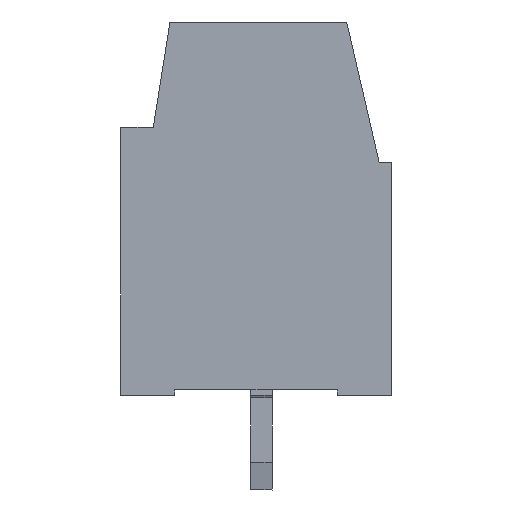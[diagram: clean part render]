
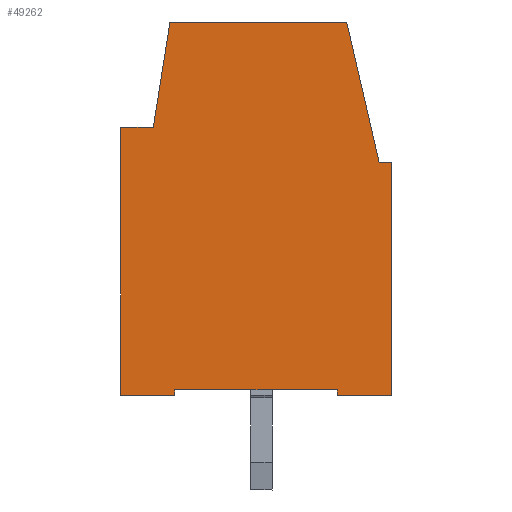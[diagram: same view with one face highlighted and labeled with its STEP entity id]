
A CAD part, left-side view. The second image highlights one B-rep face of the part: STEP entity #49262.
In plain terms, the highlighted planar face has unit normal (-1, 0, 0).
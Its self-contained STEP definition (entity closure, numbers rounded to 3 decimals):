
#49170=AXIS2_PLACEMENT_3D('Plane Axis2P3D',#49167,#49168,#49169) ;
#48778=CARTESIAN_POINT('Vertex',(0.,0.,12.101)) ;
#48781=CARTESIAN_POINT('Line Origine',(0.,0.,7.8)) ;
#48785=CARTESIAN_POINT('Vertex',(0.,0.,3.5)) ;
#49151=CARTESIAN_POINT('Vertex',(0.,0.445,12.1)) ;
#49154=CARTESIAN_POINT('Line Origine',(0.,0.223,12.1)) ;
#49167=CARTESIAN_POINT('Axis2P3D Location',(0.,3.449,14.)) ;
#49172=CARTESIAN_POINT('Line Origine',(0.,1.027,14.623)) ;
#49176=CARTESIAN_POINT('Vertex',(0.,1.609,17.145)) ;
#49179=CARTESIAN_POINT('Line Origine',(0.,1.627,17.223)) ;
#49183=CARTESIAN_POINT('Vertex',(0.,1.645,17.3)) ;
#49186=CARTESIAN_POINT('Line Origine',(0.,4.913,17.3)) ;
#49190=CARTESIAN_POINT('Vertex',(0.,8.181,17.301)) ;
#49193=CARTESIAN_POINT('Line Origine',(0.,8.49,15.351)) ;
#49197=CARTESIAN_POINT('Vertex',(0.,8.799,13.401)) ;
#49200=CARTESIAN_POINT('Line Origine',(0.,9.399,13.401)) ;
#49204=CARTESIAN_POINT('Vertex',(0.,9.999,13.401)) ;
#49207=CARTESIAN_POINT('Line Origine',(0.,10.,8.451)) ;
#49211=CARTESIAN_POINT('Vertex',(0.,10.,3.501)) ;
#49214=CARTESIAN_POINT('Line Origine',(0.,9.,3.501)) ;
#49218=CARTESIAN_POINT('Vertex',(0.,8.,3.501)) ;
#49221=CARTESIAN_POINT('Line Origine',(0.,8.,3.601)) ;
#49225=CARTESIAN_POINT('Vertex',(0.,8.,3.701)) ;
#49228=CARTESIAN_POINT('Line Origine',(0.,5.,3.7)) ;
#49232=CARTESIAN_POINT('Vertex',(0.,2.,3.7)) ;
#49235=CARTESIAN_POINT('Line Origine',(0.,2.,3.6)) ;
#49239=CARTESIAN_POINT('Vertex',(0.,2.,3.5)) ;
#49242=CARTESIAN_POINT('Line Origine',(0.,1.,3.5)) ;
#48782=DIRECTION('Vector Direction',(0.,0.,1.)) ;
#49155=DIRECTION('Vector Direction',(0.,-1.,0.001)) ;
#49168=DIRECTION('Axis2P3D Direction',(1.,0.,0.)) ;
#49169=DIRECTION('Axis2P3D XDirection',(0.,1.,0.)) ;
#49173=DIRECTION('Vector Direction',(0.,0.225,0.974)) ;
#49180=DIRECTION('Vector Direction',(0.,0.225,0.974)) ;
#49187=DIRECTION('Vector Direction',(0.,-1.,0.)) ;
#49194=DIRECTION('Vector Direction',(0.,0.157,-0.988)) ;
#49201=DIRECTION('Vector Direction',(0.,-1.,0.)) ;
#49208=DIRECTION('Vector Direction',(0.,0.,-1.)) ;
#49215=DIRECTION('Vector Direction',(0.,-1.,0.)) ;
#49222=DIRECTION('Vector Direction',(0.,0.,1.)) ;
#49229=DIRECTION('Vector Direction',(0.,-1.,0.)) ;
#49236=DIRECTION('Vector Direction',(0.,0.,-1.)) ;
#49243=DIRECTION('Vector Direction',(0.,-1.,0.)) ;
#48783=VECTOR('Line Direction',#48782,1.) ;
#49156=VECTOR('Line Direction',#49155,1.) ;
#49174=VECTOR('Line Direction',#49173,1.) ;
#49181=VECTOR('Line Direction',#49180,1.) ;
#49188=VECTOR('Line Direction',#49187,1.) ;
#49195=VECTOR('Line Direction',#49194,1.) ;
#49202=VECTOR('Line Direction',#49201,1.) ;
#49209=VECTOR('Line Direction',#49208,1.) ;
#49216=VECTOR('Line Direction',#49215,1.) ;
#49223=VECTOR('Line Direction',#49222,1.) ;
#49230=VECTOR('Line Direction',#49229,1.) ;
#49237=VECTOR('Line Direction',#49236,1.) ;
#49244=VECTOR('Line Direction',#49243,1.) ;
#49248=ORIENTED_EDGE('',*,*,#48787,.T.) ;
#49249=ORIENTED_EDGE('',*,*,#49158,.F.) ;
#49250=ORIENTED_EDGE('',*,*,#49178,.T.) ;
#49251=ORIENTED_EDGE('',*,*,#49185,.T.) ;
#49252=ORIENTED_EDGE('',*,*,#49192,.F.) ;
#49253=ORIENTED_EDGE('',*,*,#49199,.T.) ;
#49254=ORIENTED_EDGE('',*,*,#49206,.F.) ;
#49255=ORIENTED_EDGE('',*,*,#49213,.T.) ;
#49256=ORIENTED_EDGE('',*,*,#49220,.T.) ;
#49257=ORIENTED_EDGE('',*,*,#49227,.T.) ;
#49258=ORIENTED_EDGE('',*,*,#49234,.T.) ;
#49259=ORIENTED_EDGE('',*,*,#49241,.T.) ;
#49260=ORIENTED_EDGE('',*,*,#49246,.T.) ;
#49262=ADVANCED_FACE('COVER',(#49261),#49171,.F.) ;
#48787=EDGE_CURVE('',#48786,#48779,#48784,.T.) ;
#49158=EDGE_CURVE('',#49152,#48779,#49157,.T.) ;
#49178=EDGE_CURVE('',#49152,#49177,#49175,.T.) ;
#49185=EDGE_CURVE('',#49177,#49184,#49182,.T.) ;
#49192=EDGE_CURVE('',#49191,#49184,#49189,.T.) ;
#49199=EDGE_CURVE('',#49191,#49198,#49196,.T.) ;
#49206=EDGE_CURVE('',#49205,#49198,#49203,.T.) ;
#49213=EDGE_CURVE('',#49205,#49212,#49210,.T.) ;
#49220=EDGE_CURVE('',#49212,#49219,#49217,.T.) ;
#49227=EDGE_CURVE('',#49219,#49226,#49224,.T.) ;
#49234=EDGE_CURVE('',#49226,#49233,#49231,.T.) ;
#49241=EDGE_CURVE('',#49233,#49240,#49238,.T.) ;
#49246=EDGE_CURVE('',#49240,#48786,#49245,.T.) ;
#49247=EDGE_LOOP('',(#49248,#49249,#49250,#49251,#49252,#49253,#49254,#49255,#49256,#49257,#49258,#49259,#49260)) ;
#49261=FACE_OUTER_BOUND('',#49247,.T.) ;
#48784=LINE('Line',#48781,#48783) ;
#49157=LINE('Line',#49154,#49156) ;
#49175=LINE('Line',#49172,#49174) ;
#49182=LINE('Line',#49179,#49181) ;
#49189=LINE('Line',#49186,#49188) ;
#49196=LINE('Line',#49193,#49195) ;
#49203=LINE('Line',#49200,#49202) ;
#49210=LINE('Line',#49207,#49209) ;
#49217=LINE('Line',#49214,#49216) ;
#49224=LINE('Line',#49221,#49223) ;
#49231=LINE('Line',#49228,#49230) ;
#49238=LINE('Line',#49235,#49237) ;
#49245=LINE('Line',#49242,#49244) ;
#49171=PLANE('',#49170) ;
#48779=VERTEX_POINT('',#48778) ;
#48786=VERTEX_POINT('',#48785) ;
#49152=VERTEX_POINT('',#49151) ;
#49177=VERTEX_POINT('',#49176) ;
#49184=VERTEX_POINT('',#49183) ;
#49191=VERTEX_POINT('',#49190) ;
#49198=VERTEX_POINT('',#49197) ;
#49205=VERTEX_POINT('',#49204) ;
#49212=VERTEX_POINT('',#49211) ;
#49219=VERTEX_POINT('',#49218) ;
#49226=VERTEX_POINT('',#49225) ;
#49233=VERTEX_POINT('',#49232) ;
#49240=VERTEX_POINT('',#49239) ;
